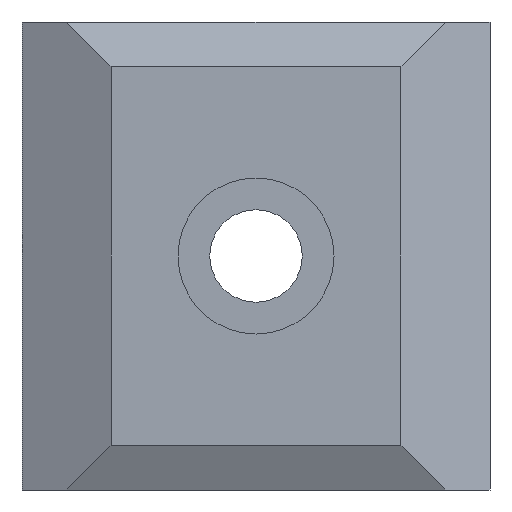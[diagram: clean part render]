
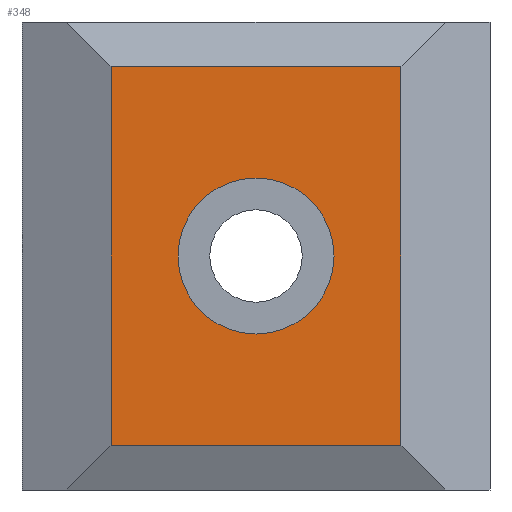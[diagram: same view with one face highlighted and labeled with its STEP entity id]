
A CAD part, front view. The second image highlights one B-rep face of the part: STEP entity #348.
In plain terms, the highlighted planar face has unit normal (0, -1, 0).
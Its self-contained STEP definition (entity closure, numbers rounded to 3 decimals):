
#1 = DIRECTION ( 'NONE',  ( 0., -1., 0. ) ) ;
#5 = ORIENTED_EDGE ( 'NONE', *, *, #817, .T. ) ;
#44 = AXIS2_PLACEMENT_3D ( 'NONE', #443, #1, #360 ) ;
#49 = LINE ( 'NONE', #804, #1303 ) ;
#88 = VERTEX_POINT ( 'NONE', #108 ) ;
#108 = CARTESIAN_POINT ( 'NONE',  ( 21., 0., -10. ) ) ;
#134 = EDGE_CURVE ( 'NONE', #201, #88, #553, .T. ) ;
#173 = DIRECTION ( 'NONE',  ( 0., 0., -1. ) ) ;
#201 = VERTEX_POINT ( 'NONE', #1155 ) ;
#236 = VECTOR ( 'NONE', #986, 1000. ) ;
#287 = CARTESIAN_POINT ( 'NONE',  ( 7.988, 0., -34. ) ) ;
#301 = CARTESIAN_POINT ( 'NONE',  ( 42., 0., 0. ) ) ;
#313 = PLANE ( 'NONE',  #1366 ) ;
#328 = EDGE_LOOP ( 'NONE', ( #1138, #1427 ) ) ;
#348 = ADVANCED_FACE ( 'NONE', ( #800, #1402 ), #313, .F. ) ;
#360 = DIRECTION ( 'NONE',  ( 0., 0., -1. ) ) ;
#384 = EDGE_CURVE ( 'NONE', #917, #1044, #1308, .T. ) ;
#443 = CARTESIAN_POINT ( 'NONE',  ( 21., 0., -17. ) ) ;
#456 = CARTESIAN_POINT ( 'NONE',  ( 34.012, 0., 0. ) ) ;
#477 = CARTESIAN_POINT ( 'NONE',  ( 7.988, 0., 0. ) ) ;
#486 = LINE ( 'NONE', #1114, #1190 ) ;
#529 = VERTEX_POINT ( 'NONE', #477 ) ;
#548 = EDGE_LOOP ( 'NONE', ( #5, #1301, #1240, #1119 ) ) ;
#553 = CIRCLE ( 'NONE', #44, 7. ) ;
#569 = EDGE_CURVE ( 'NONE', #917, #868, #486, .T. ) ;
#626 = VECTOR ( 'NONE', #1348, 1000. ) ;
#647 = CIRCLE ( 'NONE', #1221, 7. ) ;
#735 = CARTESIAN_POINT ( 'NONE',  ( 21., 0., -17. ) ) ;
#800 = FACE_BOUND ( 'NONE', #328, .T. ) ;
#804 = CARTESIAN_POINT ( 'NONE',  ( 7.988, 0., -38. ) ) ;
#817 = EDGE_CURVE ( 'NONE', #868, #529, #1145, .T. ) ;
#827 = DIRECTION ( 'NONE',  ( 0., 0., 1. ) ) ;
#854 = DIRECTION ( 'NONE',  ( 0., -1., 0. ) ) ;
#868 = VERTEX_POINT ( 'NONE', #456 ) ;
#889 = EDGE_CURVE ( 'NONE', #1044, #529, #49, .T. ) ;
#917 = VERTEX_POINT ( 'NONE', #1011 ) ;
#986 = DIRECTION ( 'NONE',  ( -1., 0., 0. ) ) ;
#1007 = CARTESIAN_POINT ( 'NONE',  ( 42., 0., -34. ) ) ;
#1011 = CARTESIAN_POINT ( 'NONE',  ( 34.012, 0., -34. ) ) ;
#1020 = DIRECTION ( 'NONE',  ( 0., 0., 1. ) ) ;
#1044 = VERTEX_POINT ( 'NONE', #287 ) ;
#1114 = CARTESIAN_POINT ( 'NONE',  ( 34.012, 0., -38. ) ) ;
#1119 = ORIENTED_EDGE ( 'NONE', *, *, #569, .T. ) ;
#1138 = ORIENTED_EDGE ( 'NONE', *, *, #134, .F. ) ;
#1139 = EDGE_CURVE ( 'NONE', #88, #201, #647, .T. ) ;
#1145 = LINE ( 'NONE', #301, #236 ) ;
#1155 = CARTESIAN_POINT ( 'NONE',  ( 21., 0., -24. ) ) ;
#1184 = CARTESIAN_POINT ( 'NONE',  ( 42., 0., 0. ) ) ;
#1190 = VECTOR ( 'NONE', #827, 1000. ) ;
#1202 = DIRECTION ( 'NONE',  ( 0., 0., 1. ) ) ;
#1221 = AXIS2_PLACEMENT_3D ( 'NONE', #735, #854, #173 ) ;
#1240 = ORIENTED_EDGE ( 'NONE', *, *, #384, .F. ) ;
#1301 = ORIENTED_EDGE ( 'NONE', *, *, #889, .F. ) ;
#1303 = VECTOR ( 'NONE', #1020, 1000. ) ;
#1308 = LINE ( 'NONE', #1007, #626 ) ;
#1348 = DIRECTION ( 'NONE',  ( -1., 0., 0. ) ) ;
#1366 = AXIS2_PLACEMENT_3D ( 'NONE', #1184, #1415, #1202 ) ;
#1402 = FACE_OUTER_BOUND ( 'NONE', #548, .T. ) ;
#1415 = DIRECTION ( 'NONE',  ( 0., 1., 0. ) ) ;
#1427 = ORIENTED_EDGE ( 'NONE', *, *, #1139, .F. ) ;
